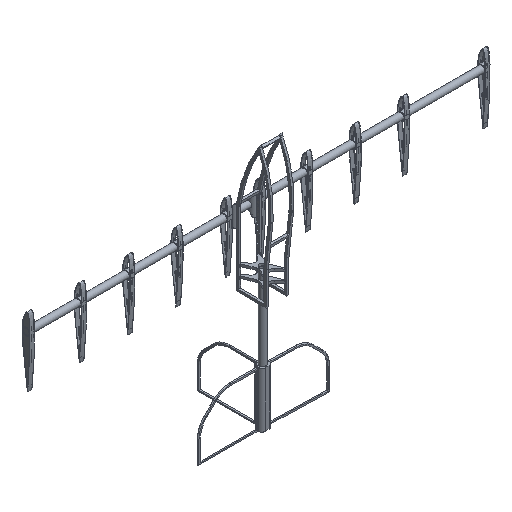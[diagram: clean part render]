
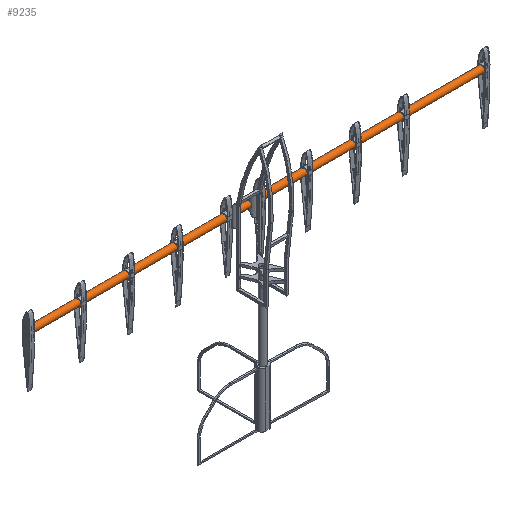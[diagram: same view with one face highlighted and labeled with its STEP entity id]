
A CAD part, isometric view. The second image highlights one B-rep face of the part: STEP entity #9235.
In plain terms, the highlighted cylindrical face has radius 7 mm (diameter 14 mm), a full revolution.
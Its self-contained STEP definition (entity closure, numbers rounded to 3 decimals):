
#508=CYLINDRICAL_SURFACE('',#9962,7.);
#614=CIRCLE('',#9963,7.);
#615=CIRCLE('',#9964,7.);
#1031=FACE_OUTER_BOUND('',#1511,.T.);
#1511=EDGE_LOOP('',(#7601,#7602,#7603,#7604));
#2482=LINE('',#14585,#3443);
#3443=VECTOR('',#11802,7.);
#4211=VERTEX_POINT('',#14582);
#4212=VERTEX_POINT('',#14584);
#5402=EDGE_CURVE('',#4211,#4211,#614,.T.);
#5403=EDGE_CURVE('',#4211,#4212,#2482,.T.);
#5404=EDGE_CURVE('',#4212,#4212,#615,.T.);
#7601=ORIENTED_EDGE('',*,*,#5402,.F.);
#7602=ORIENTED_EDGE('',*,*,#5403,.T.);
#7603=ORIENTED_EDGE('',*,*,#5404,.T.);
#7604=ORIENTED_EDGE('',*,*,#5403,.F.);
#9235=ADVANCED_FACE('',(#1031),#508,.T.);
#9962=AXIS2_PLACEMENT_3D('',#14581,#11798,#11799);
#9963=AXIS2_PLACEMENT_3D('',#14583,#11800,#11801);
#9964=AXIS2_PLACEMENT_3D('',#14586,#11803,#11804);
#11798=DIRECTION('center_axis',(0.,0.,1.));
#11799=DIRECTION('ref_axis',(1.,0.,0.));
#11800=DIRECTION('center_axis',(0.,0.,1.));
#11801=DIRECTION('ref_axis',(1.,0.,0.));
#11802=DIRECTION('',(0.,0.,-1.));
#11803=DIRECTION('center_axis',(0.,0.,1.));
#11804=DIRECTION('ref_axis',(1.,0.,0.));
#14581=CARTESIAN_POINT('Origin',(0.,0.,0.));
#14582=CARTESIAN_POINT('',(-7.,0.,1000.));
#14583=CARTESIAN_POINT('Origin',(0.,0.,1000.));
#14584=CARTESIAN_POINT('',(-7.,0.,0.));
#14585=CARTESIAN_POINT('',(-7.,0.,0.));
#14586=CARTESIAN_POINT('Origin',(0.,0.,0.));
